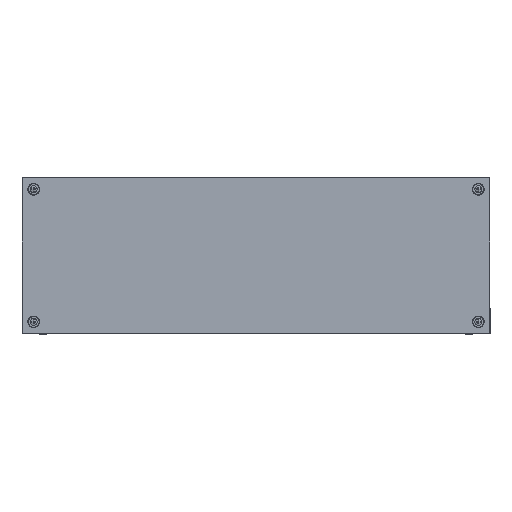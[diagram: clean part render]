
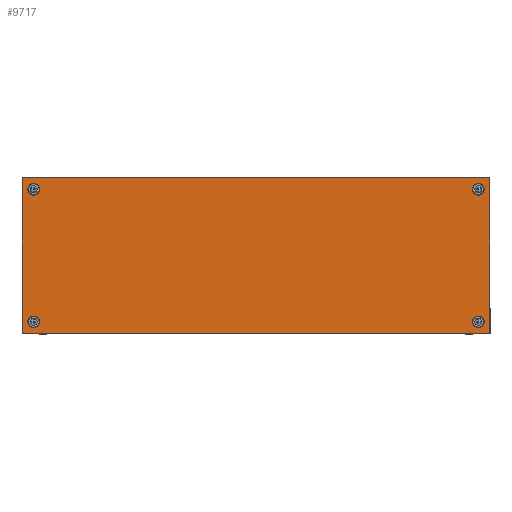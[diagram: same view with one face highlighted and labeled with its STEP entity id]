
A CAD part, top view. The second image highlights one B-rep face of the part: STEP entity #9717.
In plain terms, the highlighted planar face has unit normal (0, 0, 1).
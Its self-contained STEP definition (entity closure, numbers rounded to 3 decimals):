
#213 = CARTESIAN_POINT ( 'NONE',  ( 0., 200., 0. ) ) ;
#490 = CARTESIAN_POINT ( 'NONE',  ( 585., 185., 0. ) ) ;
#811 = DIRECTION ( 'NONE',  ( 1., 0., 0. ) ) ;
#886 = CARTESIAN_POINT ( 'NONE',  ( 600., 0., 0. ) ) ;
#904 = DIRECTION ( 'NONE',  ( -1., 0., 0. ) ) ;
#1005 = DIRECTION ( 'NONE',  ( 0., 0., -1. ) ) ;
#1195 = EDGE_LOOP ( 'NONE', ( #4839, #7595 ) ) ;
#1213 = FACE_BOUND ( 'NONE', #6021, .T. ) ;
#1621 = CIRCLE ( 'NONE', #18609, 7.5 ) ;
#1645 = CIRCLE ( 'NONE', #11804, 7.5 ) ;
#1739 = VECTOR ( 'NONE', #15895, 1000. ) ;
#1777 = CARTESIAN_POINT ( 'NONE',  ( 22.5, 15., 0. ) ) ;
#1876 = DIRECTION ( 'NONE',  ( -1., 0., 0. ) ) ;
#2197 = CIRCLE ( 'NONE', #3301, 7.5 ) ;
#2438 = AXIS2_PLACEMENT_3D ( 'NONE', #7651, #16285, #5620 ) ;
#2603 = DIRECTION ( 'NONE',  ( 0., 0., 1. ) ) ;
#2931 = FACE_BOUND ( 'NONE', #4549, .T. ) ;
#3032 = CARTESIAN_POINT ( 'NONE',  ( 22.5, 185., 0. ) ) ;
#3186 = DIRECTION ( 'NONE',  ( 1., 0., 0. ) ) ;
#3301 = AXIS2_PLACEMENT_3D ( 'NONE', #7999, #7541, #811 ) ;
#3333 = CARTESIAN_POINT ( 'NONE',  ( 585., 185., 0. ) ) ;
#4326 = CARTESIAN_POINT ( 'NONE',  ( 600., 200., 0. ) ) ;
#4328 = VERTEX_POINT ( 'NONE', #15400 ) ;
#4549 = EDGE_LOOP ( 'NONE', ( #17738, #13466 ) ) ;
#4770 = FACE_BOUND ( 'NONE', #7984, .T. ) ;
#4839 = ORIENTED_EDGE ( 'NONE', *, *, #13430, .F. ) ;
#4935 = VECTOR ( 'NONE', #6030, 1000. ) ;
#4999 = CIRCLE ( 'NONE', #2438, 7.5 ) ;
#5037 = VERTEX_POINT ( 'NONE', #10873 ) ;
#5296 = VERTEX_POINT ( 'NONE', #13590 ) ;
#5463 = DIRECTION ( 'NONE',  ( 1., 0., 0. ) ) ;
#5620 = DIRECTION ( 'NONE',  ( 1., 0., 0. ) ) ;
#5707 = VERTEX_POINT ( 'NONE', #22048 ) ;
#6021 = EDGE_LOOP ( 'NONE', ( #10559, #21053 ) ) ;
#6030 = DIRECTION ( 'NONE',  ( 0., 1., 0. ) ) ;
#6363 = CIRCLE ( 'NONE', #18913, 7.5 ) ;
#6605 = EDGE_CURVE ( 'NONE', #17634, #7309, #2197, .T. ) ;
#6803 = CARTESIAN_POINT ( 'NONE',  ( 577.5, 185., 0. ) ) ;
#6974 = VERTEX_POINT ( 'NONE', #3032 ) ;
#7005 = LINE ( 'NONE', #20728, #15653 ) ;
#7052 = CARTESIAN_POINT ( 'NONE',  ( 585., 15., 0. ) ) ;
#7309 = VERTEX_POINT ( 'NONE', #11836 ) ;
#7485 = CARTESIAN_POINT ( 'NONE',  ( 600., 0., 0. ) ) ;
#7541 = DIRECTION ( 'NONE',  ( 0., 0., 1. ) ) ;
#7559 = ORIENTED_EDGE ( 'NONE', *, *, #11623, .T. ) ;
#7595 = ORIENTED_EDGE ( 'NONE', *, *, #10483, .F. ) ;
#7606 = LINE ( 'NONE', #886, #4935 ) ;
#7651 = CARTESIAN_POINT ( 'NONE',  ( 15., 185., 0. ) ) ;
#7984 = EDGE_LOOP ( 'NONE', ( #9230, #14472 ) ) ;
#7999 = CARTESIAN_POINT ( 'NONE',  ( 15., 15., 0. ) ) ;
#8161 = AXIS2_PLACEMENT_3D ( 'NONE', #3333, #17095, #12156 ) ;
#8309 = AXIS2_PLACEMENT_3D ( 'NONE', #18070, #2603, #16259 ) ;
#8352 = EDGE_CURVE ( 'NONE', #4328, #6974, #4999, .T. ) ;
#8999 = AXIS2_PLACEMENT_3D ( 'NONE', #18520, #1005, #904 ) ;
#9230 = ORIENTED_EDGE ( 'NONE', *, *, #6605, .F. ) ;
#9717 = ADVANCED_FACE ( 'NONE', ( #13117, #2931, #1213, #4770, #16378 ), #11648, .F. ) ;
#9966 = VERTEX_POINT ( 'NONE', #7485 ) ;
#10197 = CIRCLE ( 'NONE', #19163, 7.5 ) ;
#10483 = EDGE_CURVE ( 'NONE', #12726, #5707, #17268, .T. ) ;
#10559 = ORIENTED_EDGE ( 'NONE', *, *, #19540, .F. ) ;
#10610 = CARTESIAN_POINT ( 'NONE',  ( 0., 0., 0. ) ) ;
#10873 = CARTESIAN_POINT ( 'NONE',  ( 592.5, 185., 0. ) ) ;
#11486 = CARTESIAN_POINT ( 'NONE',  ( 15., 185., 0. ) ) ;
#11568 = DIRECTION ( 'NONE',  ( 0., 0., 1. ) ) ;
#11580 = ORIENTED_EDGE ( 'NONE', *, *, #17332, .T. ) ;
#11623 = EDGE_CURVE ( 'NONE', #16945, #9966, #13785, .T. ) ;
#11648 = PLANE ( 'NONE',  #8999 ) ;
#11804 = AXIS2_PLACEMENT_3D ( 'NONE', #13373, #11568, #3186 ) ;
#11836 = CARTESIAN_POINT ( 'NONE',  ( 7.5, 15., 0. ) ) ;
#12156 = DIRECTION ( 'NONE',  ( 1., 0., 0. ) ) ;
#12726 = VERTEX_POINT ( 'NONE', #19620 ) ;
#13117 = FACE_BOUND ( 'NONE', #1195, .T. ) ;
#13268 = VERTEX_POINT ( 'NONE', #4326 ) ;
#13373 = CARTESIAN_POINT ( 'NONE',  ( 15., 15., 0. ) ) ;
#13430 = EDGE_CURVE ( 'NONE', #5707, #12726, #10197, .T. ) ;
#13432 = EDGE_CURVE ( 'NONE', #13268, #5296, #20776, .T. ) ;
#13466 = ORIENTED_EDGE ( 'NONE', *, *, #15991, .F. ) ;
#13590 = CARTESIAN_POINT ( 'NONE',  ( 0., 200., 0. ) ) ;
#13637 = DIRECTION ( 'NONE',  ( 0., -1., 0. ) ) ;
#13785 = LINE ( 'NONE', #10610, #1739 ) ;
#13887 = DIRECTION ( 'NONE',  ( 0., 0., 1. ) ) ;
#14472 = ORIENTED_EDGE ( 'NONE', *, *, #20060, .F. ) ;
#15024 = VERTEX_POINT ( 'NONE', #6803 ) ;
#15217 = CARTESIAN_POINT ( 'NONE',  ( 0., 0., 0. ) ) ;
#15400 = CARTESIAN_POINT ( 'NONE',  ( 7.5, 185., 0. ) ) ;
#15501 = EDGE_LOOP ( 'NONE', ( #20780, #16685, #11580, #7559 ) ) ;
#15567 = VECTOR ( 'NONE', #1876, 1000. ) ;
#15653 = VECTOR ( 'NONE', #13637, 1000. ) ;
#15895 = DIRECTION ( 'NONE',  ( 1., 0., 0. ) ) ;
#15991 = EDGE_CURVE ( 'NONE', #15024, #5037, #6363, .T. ) ;
#16080 = DIRECTION ( 'NONE',  ( 0., 0., 1. ) ) ;
#16259 = DIRECTION ( 'NONE',  ( 1., 0., 0. ) ) ;
#16285 = DIRECTION ( 'NONE',  ( 0., 0., 1. ) ) ;
#16378 = FACE_OUTER_BOUND ( 'NONE', #15501, .T. ) ;
#16652 = DIRECTION ( 'NONE',  ( 1., 0., 0. ) ) ;
#16685 = ORIENTED_EDGE ( 'NONE', *, *, #13432, .T. ) ;
#16802 = EDGE_CURVE ( 'NONE', #9966, #13268, #7606, .T. ) ;
#16945 = VERTEX_POINT ( 'NONE', #15217 ) ;
#17095 = DIRECTION ( 'NONE',  ( 0., 0., 1. ) ) ;
#17268 = CIRCLE ( 'NONE', #8309, 7.5 ) ;
#17332 = EDGE_CURVE ( 'NONE', #5296, #16945, #7005, .T. ) ;
#17355 = EDGE_CURVE ( 'NONE', #5037, #15024, #21823, .T. ) ;
#17525 = DIRECTION ( 'NONE',  ( 1., 0., 0. ) ) ;
#17634 = VERTEX_POINT ( 'NONE', #1777 ) ;
#17738 = ORIENTED_EDGE ( 'NONE', *, *, #17355, .F. ) ;
#18070 = CARTESIAN_POINT ( 'NONE',  ( 585., 15., 0. ) ) ;
#18520 = CARTESIAN_POINT ( 'NONE',  ( 0., 0., 0. ) ) ;
#18609 = AXIS2_PLACEMENT_3D ( 'NONE', #11486, #20497, #16652 ) ;
#18913 = AXIS2_PLACEMENT_3D ( 'NONE', #490, #16080, #17525 ) ;
#19163 = AXIS2_PLACEMENT_3D ( 'NONE', #7052, #13887, #5463 ) ;
#19540 = EDGE_CURVE ( 'NONE', #6974, #4328, #1621, .T. ) ;
#19620 = CARTESIAN_POINT ( 'NONE',  ( 577.5, 15., 0. ) ) ;
#20060 = EDGE_CURVE ( 'NONE', #7309, #17634, #1645, .T. ) ;
#20497 = DIRECTION ( 'NONE',  ( 0., 0., 1. ) ) ;
#20728 = CARTESIAN_POINT ( 'NONE',  ( 0., 0., 0. ) ) ;
#20776 = LINE ( 'NONE', #213, #15567 ) ;
#20780 = ORIENTED_EDGE ( 'NONE', *, *, #16802, .T. ) ;
#21053 = ORIENTED_EDGE ( 'NONE', *, *, #8352, .F. ) ;
#21823 = CIRCLE ( 'NONE', #8161, 7.5 ) ;
#22048 = CARTESIAN_POINT ( 'NONE',  ( 592.5, 15., 0. ) ) ;
